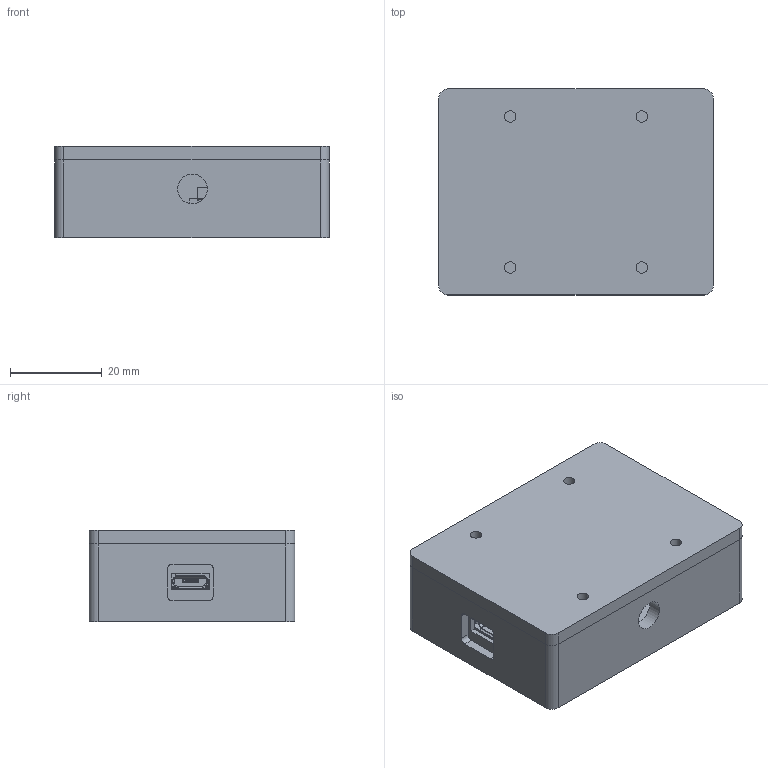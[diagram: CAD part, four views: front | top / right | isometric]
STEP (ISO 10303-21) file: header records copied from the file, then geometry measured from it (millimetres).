
FILE_DESCRIPTION(/* description */ (''),/* implementation_level */ '2;1');
FILE_NAME(/* name */ 'case.step',/* time_stamp */ '2020-09-09T22:00:43-04:00',/* author */ (''),/* organization */ (''),/* preprocessor_version */ 'ST-DEVELOPER v18.1',/* originating_system */ 'Autodesk Translation Framework v9.3.0.1241',/* authorisation */ '');
FILE_SCHEMA (('AUTOMOTIVE_DESIGN { 1 0 10303 214 3 1 1 }'));
Length unit declared in the file: millimetre
Products named in the file (92): bottomCase; ESP8266 v7 v1; 1 (21); 1 (19); 1 (20); 1 (18); LED; 9 (1); 9 (2); 9 (3); IC; ESP8266 v7; ESP8266 v7 (1); ESP8266 v7 (2); ESP8266 v7 (3); ESP8266 v7 (4); ESP8266 v7 (5); ESP8266 v7 (6); ESP8266 v7 (7); ESP8266 v7 (8); ESP8266 v7 (9); ESP8266 v7 (10); ESP8266 v7 (11); ESP8266 v7 (12); ESP8266 v7 (13); 1 (22); 1 (23); 1 (24); 1 (25); 1 (26); 1 (27); 1 (28); 1 (29); 1 (30); 1 (31); 1 (32); 1 (33); 1 (34); 1 (35); 1 (36) ...
Assembly tree (95 placements, depth 4):
  bottomCase
    ESP8266 v7 v1
      1 (21)
        1 (18)  x5
        1 (19)
        1 (20)
      LED
        9 (1)
        9 (2)
        9 (3)
      IC
        ESP8266 v7
        ESP8266 v7 (1)
        ESP8266 v7 (2)
        ESP8266 v7 (3)
        ESP8266 v7 (4)
        ESP8266 v7 (5)
        ESP8266 v7 (6)
        ESP8266 v7 (7)
        ESP8266 v7 (8)
        ESP8266 v7 (9)
        ESP8266 v7 (10)
        ESP8266 v7 (11)
        ESP8266 v7 (12)
        ESP8266 v7 (13)
        1 (22)
        1 (23)
        1 (24)
        1 (25)
        1 (26)
        1 (27)
        1 (28)
        1 (29)
        1 (30)
        1 (31)
        1 (32)
        1 (33)
        1 (34)
        1 (35)
        1 (36)
      Switch
        1 (37)
        1 (38)
        1 (39)
        1 (40)
        1 (41)
        1 (42)
        1 (43)
      ESP8266
        ESP8266 v7 (14)
        ESP8266 v7 (15)
        ESP8266 v7 (16)
        ESP8266 v7 (17)
        ESP8266 v7 (18)
        ESP8266 v7 (19)
        ESP8266 v7 (20)
        ESP8266 v7 (21)
        ESP8266 v7 (22)
        ESP8266 v7 (23)
        ESP8266 v7 (24)
Bounding box: 60 x 45 x 20 mm (x, y, z)
Volume: 29314.7 mm3; surface area: 24527.4 mm2
Topology: 88 solids, 88 shells, 1671 faces, 4284 edges, 2816 vertices
Faces by surface type: plane 1175, cylinder 455, bspline 36, cone 4, torus 1
Full cylindrical faces by diameter (mm): 0.45 x2, 0.509 x1, 0.6 x38, 1.8 x1, 1.85 x2, 2.076 x2, 2.286 x4, 2.5 x4, 5 x4, 6.5 x1
Entity records: 54117 total; most frequent: CARTESIAN_POINT 10108, DIRECTION 8405, ORIENTED_EDGE 8232, EDGE_CURVE 4116, LINE 3155, VECTOR 3155, VERTEX_POINT 2704, AXIS2_PLACEMENT_3D 2625
